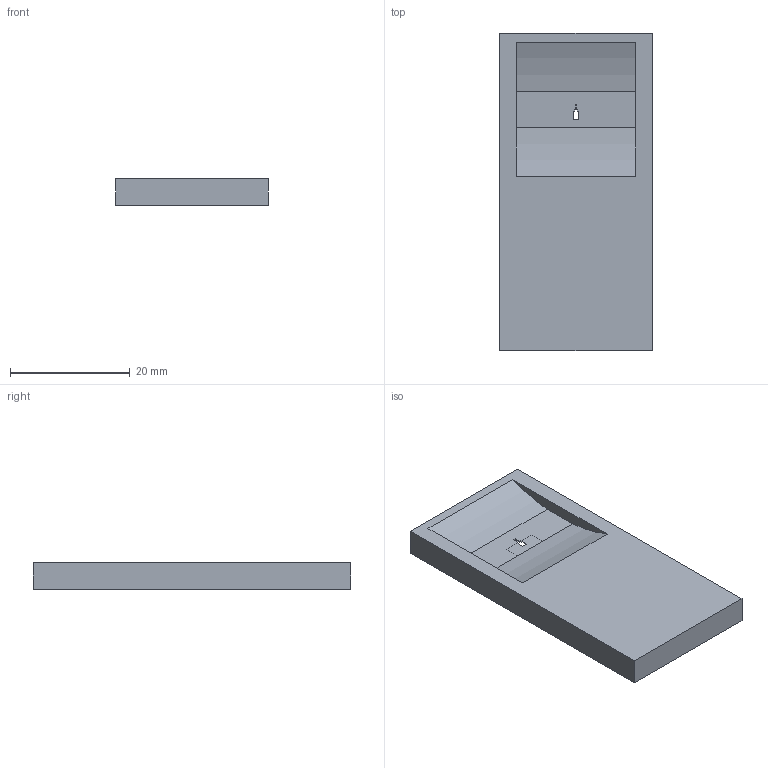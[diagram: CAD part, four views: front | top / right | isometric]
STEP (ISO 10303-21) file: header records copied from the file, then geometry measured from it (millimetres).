
FILE_DESCRIPTION(/* description */ (''),/* implementation_level */ '2;1');
FILE_NAME(/* name */ 'Mosquito Holder v12 RU - Delrin.stp',/* time_stamp */ '2020-11-05T18:01:21-05:00',/* author */ ('Pandion'),/* organization */ (''),/* preprocessor_version */ 'ST-DEVELOPER v18',/* originating_system */ 'Autodesk Inventor 2020',/* authorisation */ '');
FILE_SCHEMA (('AUTOMOTIVE_DESIGN { 1 0 10303 214 3 1 1 }'));
Length unit declared in the file: millimetre
Products named in the file (1): Mosquito Holder v12 RU - Delrin
Bounding box: 25.4 x 53 x 4.5 mm (x, y, z)
Volume: 3933.9 mm3; surface area: 4055.7 mm2
Topology: 1 solids, 1 shells, 54 faces, 138 edges, 90 vertices
Faces by surface type: plane 48, cylinder 6
Entity records: 1651 total; most frequent: CARTESIAN_POINT 283, ORIENTED_EDGE 276, DIRECTION 260, EDGE_CURVE 138, LINE 126, VECTOR 126, VERTEX_POINT 90, AXIS2_PLACEMENT_3D 67
